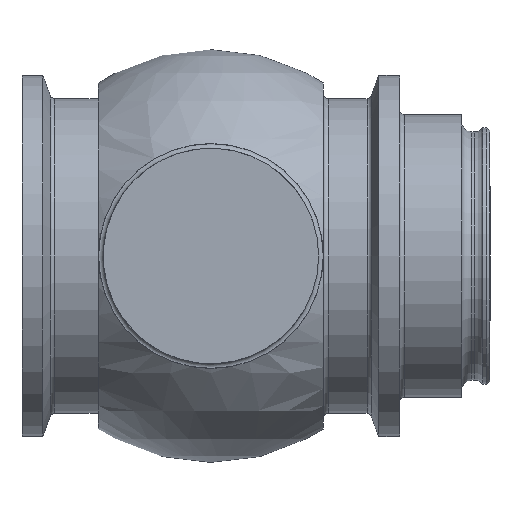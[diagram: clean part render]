
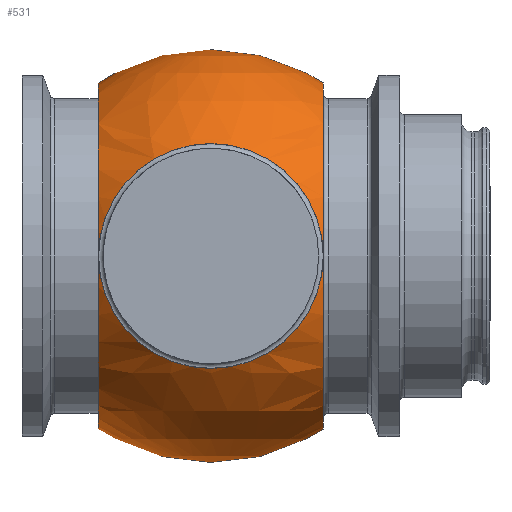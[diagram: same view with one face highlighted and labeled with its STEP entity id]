
A CAD part, left-side view. The second image highlights one B-rep face of the part: STEP entity #531.
In plain terms, the highlighted spherical face has radius 36.5 mm.
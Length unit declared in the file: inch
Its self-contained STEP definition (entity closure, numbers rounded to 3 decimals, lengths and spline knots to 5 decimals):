
#25=FACE_BOUND('',#96,.T.);
#26=FACE_BOUND('',#97,.T.);
#27=FACE_BOUND('',#98,.T.);
#34=SPHERICAL_SURFACE('',#636,1.437);
#64=FACE_OUTER_BOUND('',#95,.T.);
#95=EDGE_LOOP('',(#454,#455,#456,#457,#458,#459,#460));
#96=EDGE_LOOP('',(#461));
#97=EDGE_LOOP('',(#462));
#98=EDGE_LOOP('',(#463));
#195=CIRCLE('',#637,0.78291);
#196=CIRCLE('',#638,0.78291);
#197=CIRCLE('',#639,1.437);
#198=CIRCLE('',#640,0.78291);
#199=CIRCLE('',#641,1.437);
#200=CIRCLE('',#642,1.20494);
#201=CIRCLE('',#643,0.78291);
#202=CIRCLE('',#644,1.20364);
#255=VERTEX_POINT('',#1004);
#256=VERTEX_POINT('',#1005);
#257=VERTEX_POINT('',#1007);
#258=VERTEX_POINT('',#1009);
#259=VERTEX_POINT('',#1012);
#260=VERTEX_POINT('',#1014);
#261=VERTEX_POINT('',#1016);
#262=VERTEX_POINT('',#1018);
#332=EDGE_CURVE('',#255,#256,#195,.T.);
#333=EDGE_CURVE('',#257,#255,#196,.T.);
#334=EDGE_CURVE('',#257,#258,#197,.T.);
#335=EDGE_CURVE('',#256,#257,#198,.T.);
#336=EDGE_CURVE('',#259,#256,#199,.T.);
#337=EDGE_CURVE('',#260,#260,#200,.T.);
#338=EDGE_CURVE('',#261,#261,#201,.T.);
#339=EDGE_CURVE('',#262,#262,#202,.T.);
#454=ORIENTED_EDGE('',*,*,#332,.F.);
#455=ORIENTED_EDGE('',*,*,#333,.F.);
#456=ORIENTED_EDGE('',*,*,#334,.T.);
#457=ORIENTED_EDGE('',*,*,#334,.F.);
#458=ORIENTED_EDGE('',*,*,#335,.F.);
#459=ORIENTED_EDGE('',*,*,#336,.F.);
#460=ORIENTED_EDGE('',*,*,#336,.T.);
#461=ORIENTED_EDGE('',*,*,#337,.T.);
#462=ORIENTED_EDGE('',*,*,#338,.F.);
#463=ORIENTED_EDGE('',*,*,#339,.F.);
#531=ADVANCED_FACE('',(#64,#25,#26,#27),#34,.T.);
#636=AXIS2_PLACEMENT_3D('',#1003,#819,#820);
#637=AXIS2_PLACEMENT_3D('',#1006,#821,#822);
#638=AXIS2_PLACEMENT_3D('',#1008,#823,#824);
#639=AXIS2_PLACEMENT_3D('',#1010,#825,#826);
#640=AXIS2_PLACEMENT_3D('',#1011,#827,#828);
#641=AXIS2_PLACEMENT_3D('',#1013,#829,#830);
#642=AXIS2_PLACEMENT_3D('',#1015,#831,#832);
#643=AXIS2_PLACEMENT_3D('',#1017,#833,#834);
#644=AXIS2_PLACEMENT_3D('',#1019,#835,#836);
#819=DIRECTION('center_axis',(0.,0.,1.));
#820=DIRECTION('ref_axis',(-1.,0.,0.));
#821=DIRECTION('center_axis',(1.,0.,0.));
#822=DIRECTION('ref_axis',(0.,-1.,0.));
#823=DIRECTION('center_axis',(1.,0.,0.));
#824=DIRECTION('ref_axis',(0.,-1.,0.));
#825=DIRECTION('center_axis',(0.,1.,0.));
#826=DIRECTION('ref_axis',(1.,0.,0.));
#827=DIRECTION('center_axis',(1.,0.,0.));
#828=DIRECTION('ref_axis',(0.,-1.,0.));
#829=DIRECTION('center_axis',(0.,1.,0.));
#830=DIRECTION('ref_axis',(1.,0.,0.));
#831=DIRECTION('center_axis',(0.,1.,0.));
#832=DIRECTION('ref_axis',(-1.,0.,0.));
#833=DIRECTION('center_axis',(-1.,0.,0.));
#834=DIRECTION('ref_axis',(0.,0.,-1.));
#835=DIRECTION('center_axis',(0.,1.,0.));
#836=DIRECTION('ref_axis',(-1.,0.,0.));
#1003=CARTESIAN_POINT('Origin',(0.,1.943,0.));
#1004=CARTESIAN_POINT('',(1.205,2.72591,0.));
#1005=CARTESIAN_POINT('',(1.205,1.943,0.78291));
#1006=CARTESIAN_POINT('Origin',(1.205,1.943,0.));
#1007=CARTESIAN_POINT('',(1.205,1.943,-0.78291));
#1008=CARTESIAN_POINT('Origin',(1.205,1.943,0.));
#1009=CARTESIAN_POINT('',(0.,1.943,-1.437));
#1010=CARTESIAN_POINT('Origin',(0.,1.943,0.));
#1011=CARTESIAN_POINT('Origin',(1.205,1.943,0.));
#1012=CARTESIAN_POINT('',(0.,1.943,1.437));
#1013=CARTESIAN_POINT('Origin',(0.,1.943,0.));
#1014=CARTESIAN_POINT('',(-1.20494,1.16,0.));
#1015=CARTESIAN_POINT('Origin',(0.,1.16,0.));
#1016=CARTESIAN_POINT('',(-1.205,1.16009,0.));
#1017=CARTESIAN_POINT('Origin',(-1.205,1.943,0.));
#1018=CARTESIAN_POINT('',(-1.20364,2.728,0.));
#1019=CARTESIAN_POINT('Origin',(0.,2.728,0.));
